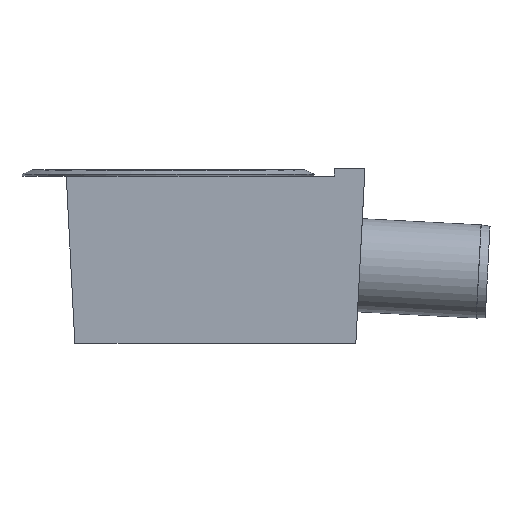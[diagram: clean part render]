
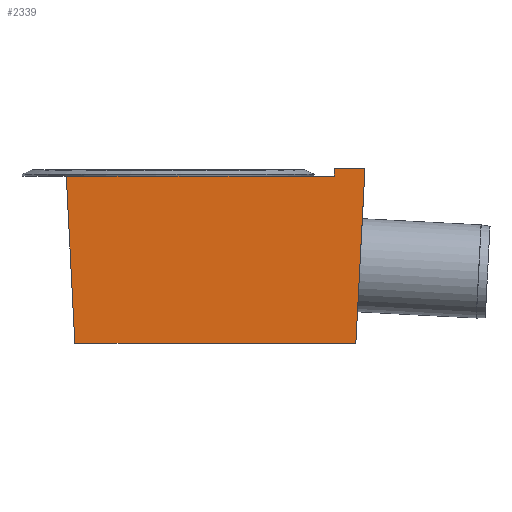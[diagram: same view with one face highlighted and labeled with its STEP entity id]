
A CAD part, front view. The second image highlights one B-rep face of the part: STEP entity #2339.
In plain terms, the highlighted planar face has unit normal (0, -1, 0).
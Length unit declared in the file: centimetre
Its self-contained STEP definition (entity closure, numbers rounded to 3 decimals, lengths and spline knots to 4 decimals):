
#157=PLANE('',#2613);
#280=LINE('',#4961,#418);
#282=LINE('',#4966,#420);
#283=LINE('',#4970,#421);
#285=LINE('',#4974,#423);
#286=LINE('',#4976,#424);
#287=LINE('',#4978,#425);
#288=LINE('',#4980,#426);
#289=LINE('',#4981,#427);
#418=VECTOR('',#3191,1.);
#420=VECTOR('',#3197,1.);
#421=VECTOR('',#3202,1.);
#423=VECTOR('',#3206,1.);
#424=VECTOR('',#3207,1.);
#425=VECTOR('',#3208,1.);
#426=VECTOR('',#3209,1.);
#427=VECTOR('',#3210,1.);
#597=FACE_OUTER_BOUND('',#750,.T.);
#750=EDGE_LOOP('',(#1980,#1981,#1982,#1983,#1984,#1985,#1986,#1987));
#1102=VERTEX_POINT('',#4959);
#1103=VERTEX_POINT('',#4960);
#1104=VERTEX_POINT('',#4965);
#1105=VERTEX_POINT('',#4969);
#1106=VERTEX_POINT('',#4973);
#1107=VERTEX_POINT('',#4975);
#1108=VERTEX_POINT('',#4977);
#1109=VERTEX_POINT('',#4979);
#1407=EDGE_CURVE('',#1102,#1103,#280,.T.);
#1410=EDGE_CURVE('',#1103,#1104,#282,.T.);
#1412=EDGE_CURVE('',#1105,#1102,#283,.T.);
#1414=EDGE_CURVE('',#1104,#1106,#285,.T.);
#1415=EDGE_CURVE('',#1106,#1107,#286,.T.);
#1416=EDGE_CURVE('',#1107,#1108,#287,.T.);
#1417=EDGE_CURVE('',#1108,#1109,#288,.T.);
#1418=EDGE_CURVE('',#1109,#1105,#289,.T.);
#1980=ORIENTED_EDGE('',*,*,#1412,.T.);
#1981=ORIENTED_EDGE('',*,*,#1407,.T.);
#1982=ORIENTED_EDGE('',*,*,#1410,.T.);
#1983=ORIENTED_EDGE('',*,*,#1414,.T.);
#1984=ORIENTED_EDGE('',*,*,#1415,.T.);
#1985=ORIENTED_EDGE('',*,*,#1416,.T.);
#1986=ORIENTED_EDGE('',*,*,#1417,.T.);
#1987=ORIENTED_EDGE('',*,*,#1418,.T.);
#2339=ADVANCED_FACE('',(#597),#157,.T.);
#2613=AXIS2_PLACEMENT_3D('',#4972,#3204,#3205);
#3191=DIRECTION('',(-1.,0.,0.));
#3197=DIRECTION('',(0.,0.,1.));
#3202=DIRECTION('',(0.,0.,-1.));
#3204=DIRECTION('center_axis',(0.,-1.,0.));
#3205=DIRECTION('ref_axis',(1.,0.,0.));
#3206=DIRECTION('',(-1.,0.,0.));
#3207=DIRECTION('',(0.051,0.,-0.999));
#3208=DIRECTION('',(1.,0.,0.));
#3209=DIRECTION('',(0.052,0.,0.999));
#3210=DIRECTION('',(-1.,0.,0.));
#4959=CARTESIAN_POINT('',(130.,-75.,-5.));
#4960=CARTESIAN_POINT('',(80.4674,-75.,-5.));
#4961=CARTESIAN_POINT('',(18.4304,-75.,-5.));
#4965=CARTESIAN_POINT('',(80.4674,-75.,-3.));
#4966=CARTESIAN_POINT('',(80.4674,-75.,-4.));
#4969=CARTESIAN_POINT('',(130.,-75.,1.));
#4970=CARTESIAN_POINT('',(130.,-75.,-23.0822));
#4972=CARTESIAN_POINT('Origin',(36.8608,-75.,-66.1644));
#4973=CARTESIAN_POINT('',(-80.,-75.,-3.));
#4974=CARTESIAN_POINT('',(18.4304,-75.,-3.));
#4975=CARTESIAN_POINT('',(-73.1799,-75.,-136.));
#4976=CARTESIAN_POINT('',(-80.2051,-75.,1.));
#4977=CARTESIAN_POINT('',(146.8201,-75.,-136.));
#4978=CARTESIAN_POINT('',(-73.1799,-75.,-136.));
#4979=CARTESIAN_POINT('',(154.,-75.,1.));
#4980=CARTESIAN_POINT('',(146.8201,-75.,-136.));
#4981=CARTESIAN_POINT('',(154.,-75.,1.));
